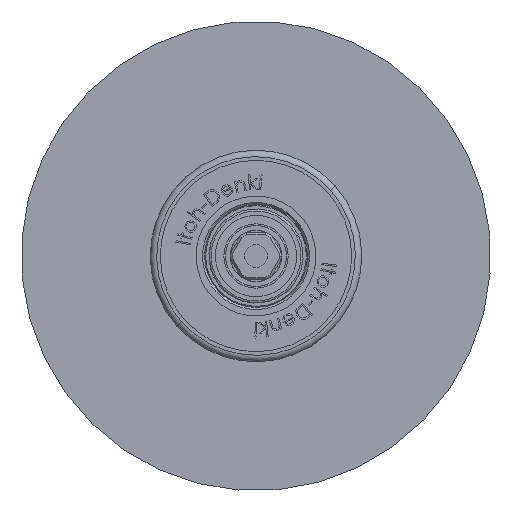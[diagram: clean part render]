
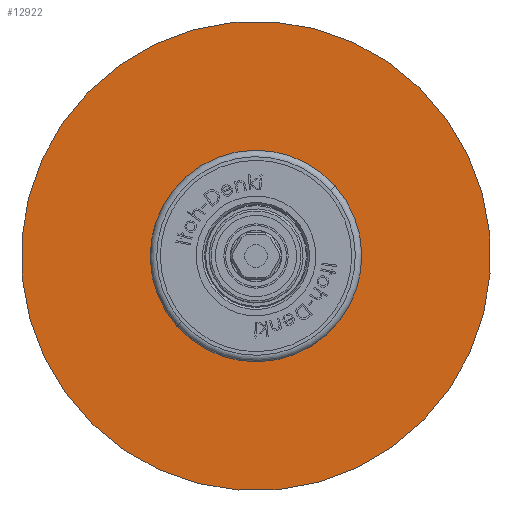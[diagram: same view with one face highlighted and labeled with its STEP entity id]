
A CAD part, left-side view. The second image highlights one B-rep face of the part: STEP entity #12922.
In plain terms, the highlighted planar face has unit normal (-1, 0, 0).
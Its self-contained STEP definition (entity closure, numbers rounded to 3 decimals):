
#1128 = ORIENTED_EDGE ( 'NONE', *, *, #14621, .F. ) ;
#1171 = DIRECTION ( 'NONE',  ( -1., 0., 0. ) ) ;
#1557 = VERTEX_POINT ( 'NONE', #6183 ) ;
#1559 = DIRECTION ( 'NONE',  ( 1., 0., 0. ) ) ;
#2027 = ORIENTED_EDGE ( 'NONE', *, *, #5270, .F. ) ;
#2117 = CIRCLE ( 'NONE', #7959, 54.8 ) ;
#2349 = CARTESIAN_POINT ( 'NONE',  ( 22., 0., 0. ) ) ;
#3101 = CIRCLE ( 'NONE', #6346, 24.7 ) ;
#4023 = ORIENTED_EDGE ( 'NONE', *, *, #15618, .F. ) ;
#5264 = DIRECTION ( 'NONE',  ( 0., 1., 0. ) ) ;
#5270 = EDGE_CURVE ( 'R�duction de d�tails2_138+R�duction de d�tails2_49+R�duction de d�tails2_49+R�duction de d�tails2_49', #17483, #7885, #11098, .T. ) ;
#5442 = AXIS2_PLACEMENT_3D ( 'NONE', #11157, #1559, #8780 ) ;
#5481 = DIRECTION ( 'NONE',  ( 1., 0., 0. ) ) ;
#5572 = ORIENTED_EDGE ( 'NONE', *, *, #17291, .F. ) ;
#6183 = CARTESIAN_POINT ( 'NONE',  ( 22., 4.159, -54.642 ) ) ;
#6346 = AXIS2_PLACEMENT_3D ( 'NONE', #10766, #1171, #12052 ) ;
#7885 = VERTEX_POINT ( 'NONE', #10884 ) ;
#7959 = AXIS2_PLACEMENT_3D ( 'NONE', #2349, #8197, #18046 ) ;
#8197 = DIRECTION ( 'NONE',  ( 1., 0., 0. ) ) ;
#8409 = AXIS2_PLACEMENT_3D ( 'NONE', #16627, #5481, #16795 ) ;
#8780 = DIRECTION ( 'NONE',  ( 0., 0.076, -0.997 ) ) ;
#9195 = CARTESIAN_POINT ( 'NONE',  ( 22., 0., 0. ) ) ;
#9236 = CARTESIAN_POINT ( 'NONE',  ( 22., -4.159, 54.642 ) ) ;
#9788 = FACE_BOUND ( 'NONE', #10288, .T. ) ;
#10288 = EDGE_LOOP ( 'NONE', ( #2027, #1128 ) ) ;
#10766 = CARTESIAN_POINT ( 'NONE',  ( 22., 0., 0. ) ) ;
#10884 = CARTESIAN_POINT ( 'NONE',  ( 22., -18.514, 16.35 ) ) ;
#11098 = CIRCLE ( 'NONE', #16914, 24.7 ) ;
#11157 = CARTESIAN_POINT ( 'NONE',  ( 22., 54.642, 4.159 ) ) ;
#11424 = FACE_OUTER_BOUND ( 'NONE', #16798, .T. ) ;
#12052 = DIRECTION ( 'NONE',  ( 0., 1., 0. ) ) ;
#12922 = ADVANCED_FACE ( 'R�duction de d�tails2_49', ( #11424, #9788 ), #15615, .F. ) ;
#13539 = VERTEX_POINT ( 'NONE', #9236 ) ;
#13940 = CIRCLE ( 'NONE', #8409, 54.8 ) ;
#14621 = EDGE_CURVE ( 'R�duction de d�tails2_138+R�duction de d�tails2_49+R�duction de d�tails2_49+R�duction de d�tails2_49', #7885, #17483, #3101, .T. ) ;
#15084 = CARTESIAN_POINT ( 'NONE',  ( 22., 18.514, -16.35 ) ) ;
#15615 = PLANE ( 'NONE',  #5442 ) ;
#15618 = EDGE_CURVE ( 'R�duction de d�tails2_50+R�duction de d�tails2_49+R�duction de d�tails2_49+R�duction de d�tails2_49', #13539, #1557, #13940, .T. ) ;
#16398 = DIRECTION ( 'NONE',  ( -1., 0., 0. ) ) ;
#16627 = CARTESIAN_POINT ( 'NONE',  ( 22., 0., 0. ) ) ;
#16795 = DIRECTION ( 'NONE',  ( 0., 0.076, -0.997 ) ) ;
#16798 = EDGE_LOOP ( 'NONE', ( #4023, #5572 ) ) ;
#16914 = AXIS2_PLACEMENT_3D ( 'NONE', #9195, #16398, #5264 ) ;
#17291 = EDGE_CURVE ( 'R�duction de d�tails2_50+R�duction de d�tails2_49+R�duction de d�tails2_49+R�duction de d�tails2_49', #1557, #13539, #2117, .T. ) ;
#17483 = VERTEX_POINT ( 'NONE', #15084 ) ;
#18046 = DIRECTION ( 'NONE',  ( 0., 0.076, -0.997 ) ) ;
